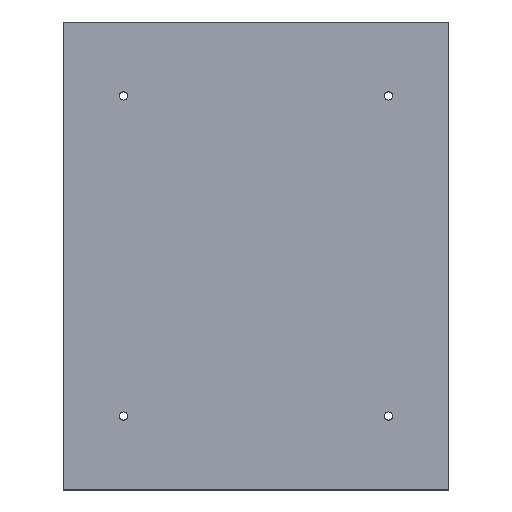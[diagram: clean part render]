
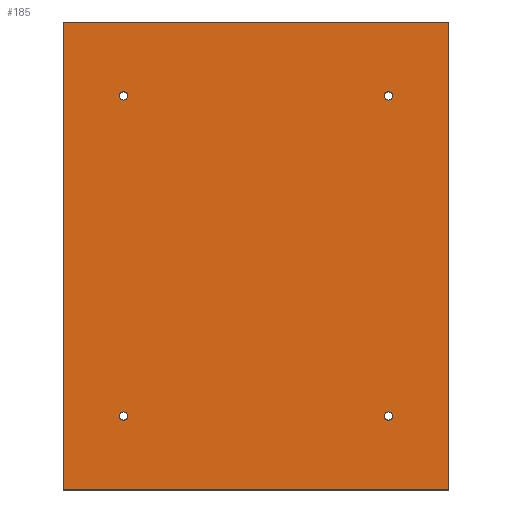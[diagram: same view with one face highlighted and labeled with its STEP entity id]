
A CAD part, top view. The second image highlights one B-rep face of the part: STEP entity #185.
In plain terms, the highlighted planar face has unit normal (0, 0, 1).
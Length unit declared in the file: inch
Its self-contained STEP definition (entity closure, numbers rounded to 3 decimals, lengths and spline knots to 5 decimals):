
#17=LINE('',#303,#29);
#21=LINE('',#310,#33);
#24=LINE('',#316,#36);
#26=LINE('',#319,#38);
#29=VECTOR('',#255,39.37008);
#33=VECTOR('',#261,39.37008);
#36=VECTOR('',#266,39.37008);
#38=VECTOR('',#270,39.37008);
#43=PLANE('',#223);
#49=FACE_BOUND('',#80,.T.);
#50=FACE_BOUND('',#81,.T.);
#51=FACE_BOUND('',#82,.T.);
#52=FACE_BOUND('',#83,.T.);
#65=FACE_OUTER_BOUND('',#79,.T.);
#79=EDGE_LOOP('',(#157,#158,#159,#160));
#80=EDGE_LOOP('',(#161));
#81=EDGE_LOOP('',(#162));
#82=EDGE_LOOP('',(#163));
#83=EDGE_LOOP('',(#164));
#89=CIRCLE('',#208,0.15);
#91=CIRCLE('',#211,0.15);
#93=CIRCLE('',#214,0.15);
#95=CIRCLE('',#217,0.15);
#97=VERTEX_POINT('',#277);
#99=VERTEX_POINT('',#282);
#101=VERTEX_POINT('',#287);
#103=VERTEX_POINT('',#292);
#107=VERTEX_POINT('',#300);
#108=VERTEX_POINT('',#302);
#110=VERTEX_POINT('',#308);
#112=VERTEX_POINT('',#314);
#113=EDGE_CURVE('',#97,#97,#89,.T.);
#115=EDGE_CURVE('',#99,#99,#91,.T.);
#117=EDGE_CURVE('',#101,#101,#93,.T.);
#119=EDGE_CURVE('',#103,#103,#95,.T.);
#123=EDGE_CURVE('',#107,#108,#17,.T.);
#127=EDGE_CURVE('',#107,#110,#21,.T.);
#130=EDGE_CURVE('',#110,#112,#24,.T.);
#132=EDGE_CURVE('',#108,#112,#26,.T.);
#157=ORIENTED_EDGE('',*,*,#123,.F.);
#158=ORIENTED_EDGE('',*,*,#127,.T.);
#159=ORIENTED_EDGE('',*,*,#130,.T.);
#160=ORIENTED_EDGE('',*,*,#132,.F.);
#161=ORIENTED_EDGE('',*,*,#113,.T.);
#162=ORIENTED_EDGE('',*,*,#115,.T.);
#163=ORIENTED_EDGE('',*,*,#117,.T.);
#164=ORIENTED_EDGE('',*,*,#119,.T.);
#185=ADVANCED_FACE('',(#65,#49,#50,#51,#52),#43,.T.);
#208=AXIS2_PLACEMENT_3D('',#278,#229,#230);
#211=AXIS2_PLACEMENT_3D('',#283,#235,#236);
#214=AXIS2_PLACEMENT_3D('',#288,#241,#242);
#217=AXIS2_PLACEMENT_3D('',#293,#247,#248);
#223=AXIS2_PLACEMENT_3D('',#320,#271,#272);
#229=DIRECTION('center_axis',(0.,0.,-1.));
#230=DIRECTION('ref_axis',(1.,0.,0.));
#235=DIRECTION('center_axis',(0.,0.,-1.));
#236=DIRECTION('ref_axis',(1.,0.,0.));
#241=DIRECTION('center_axis',(0.,0.,-1.));
#242=DIRECTION('ref_axis',(1.,0.,0.));
#247=DIRECTION('center_axis',(0.,0.,-1.));
#248=DIRECTION('ref_axis',(1.,0.,0.));
#255=DIRECTION('',(1.,0.,0.));
#261=DIRECTION('',(0.,-1.,0.));
#266=DIRECTION('',(1.,0.,0.));
#270=DIRECTION('',(0.,-1.,0.));
#271=DIRECTION('center_axis',(0.,0.,1.));
#272=DIRECTION('ref_axis',(1.,0.,0.));
#277=CARTESIAN_POINT('',(235.165,-14.315,0.25));
#278=CARTESIAN_POINT('Origin',(235.315,-14.315,0.25));
#282=CARTESIAN_POINT('',(225.535,-14.315,0.25));
#283=CARTESIAN_POINT('Origin',(225.685,-14.315,0.25));
#287=CARTESIAN_POINT('',(225.535,-2.685,0.25));
#288=CARTESIAN_POINT('Origin',(225.685,-2.685,0.25));
#292=CARTESIAN_POINT('',(235.165,-2.685,0.25));
#293=CARTESIAN_POINT('Origin',(235.315,-2.685,0.25));
#300=CARTESIAN_POINT('',(223.5,0.,0.25));
#302=CARTESIAN_POINT('',(237.5,0.,0.25));
#303=CARTESIAN_POINT('',(230.5,0.,0.25));
#308=CARTESIAN_POINT('',(223.5,-17.,0.25));
#310=CARTESIAN_POINT('',(223.5,-8.5,0.25));
#314=CARTESIAN_POINT('',(237.5,-17.,0.25));
#316=CARTESIAN_POINT('',(230.5,-17.,0.25));
#319=CARTESIAN_POINT('',(237.5,-8.5,0.25));
#320=CARTESIAN_POINT('Origin',(230.5,-8.5,0.25));
